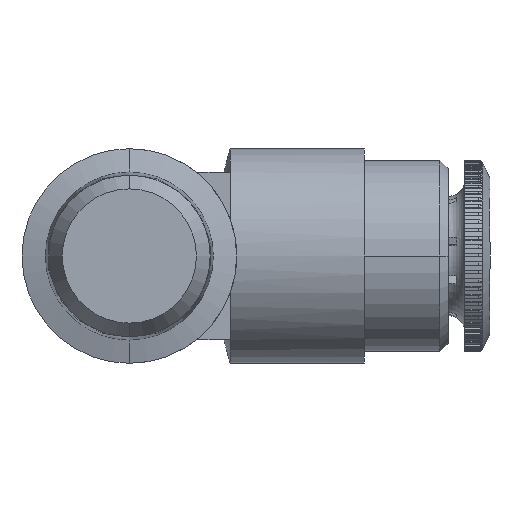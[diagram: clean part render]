
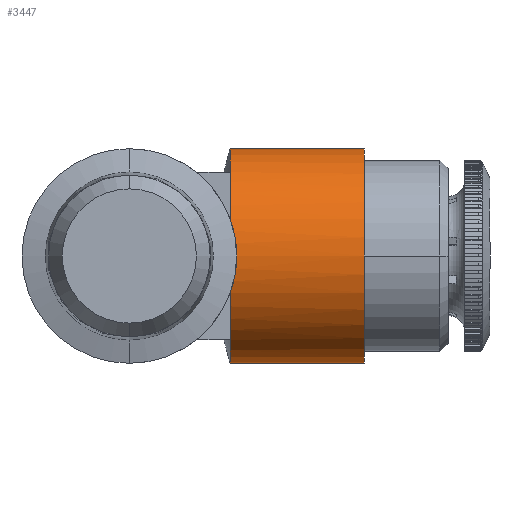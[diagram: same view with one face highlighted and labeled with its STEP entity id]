
A CAD part, front view. The second image highlights one B-rep face of the part: STEP entity #3447.
In plain terms, the highlighted cylindrical face has radius 6.4 mm (diameter 12.8 mm), a partial arc.
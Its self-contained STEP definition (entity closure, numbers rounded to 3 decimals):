
#1855 = EDGE_LOOP ( 'NONE', ( #13296, #13298, #13300, #13302, #13304, #13306, #13308, #13310, #13312, #13314, #13316, #13318, #13320, #13322 ) ) ;
#3273 = FACE_OUTER_BOUND ( 'NONE', #1855, .T. ) ;
#3281 = CYLINDRICAL_SURFACE ( 'NONE', #7557, 6.4 ) ;
#3447 = ADVANCED_FACE ( 'NONE', ( #3273 ), #3281, .T. ) ;
#5032 =( BOUNDED_CURVE ( )  B_SPLINE_CURVE ( 3, ( #12468, #12469, #12473, #12474 ),
 .UNSPECIFIED., .F., .F. ) 
 B_SPLINE_CURVE_WITH_KNOTS ( ( 4, 4 ),
 ( 5.932, 6.634 ),
 .UNSPECIFIED. ) 
 CURVE ( )  GEOMETRIC_REPRESENTATION_ITEM ( )  RATIONAL_B_SPLINE_CURVE ( ( 1., 0.959, 0.959, 1. ) ) 
 REPRESENTATION_ITEM ( '' )  );
#6216 = VERTEX_POINT ( 'NONE', #7987 ) ;
#6224 = VERTEX_POINT ( 'NONE', #7995 ) ;
#6231 = VERTEX_POINT ( 'NONE', #8002 ) ;
#6232 = VERTEX_POINT ( 'NONE', #8003 ) ;
#6233 = VERTEX_POINT ( 'NONE', #8004 ) ;
#6234 = VERTEX_POINT ( 'NONE', #8005 ) ;
#6240 = VERTEX_POINT ( 'NONE', #8011 ) ;
#6241 = VERTEX_POINT ( 'NONE', #8012 ) ;
#6248 = VERTEX_POINT ( 'NONE', #8019 ) ;
#6249 = VERTEX_POINT ( 'NONE', #8020 ) ;
#6253 = VERTEX_POINT ( 'NONE', #8024 ) ;
#6258 = VERTEX_POINT ( 'NONE', #8029 ) ;
#6259 = VERTEX_POINT ( 'NONE', #8030 ) ;
#6262 = VERTEX_POINT ( 'NONE', #8033 ) ;
#6972 = CIRCLE ( 'NONE', #12175, 6.4 ) ;
#6973 = LINE ( 'NONE', #12540, #6975 ) ;
#6975 = VECTOR ( 'NONE', #12535, 1000. ) ;
#6976 = LINE ( 'NONE', #12539, #6978 ) ;
#6978 = VECTOR ( 'NONE', #12538, 1000. ) ;
#7010 = LINE ( 'NONE', #12621, #7028 ) ;
#7022 = CIRCLE ( 'NONE', #12189, 6.4 ) ;
#7023 = LINE ( 'NONE', #12612, #7025 ) ;
#7024 = CIRCLE ( 'NONE', #12190, 6.4 ) ;
#7025 = VECTOR ( 'NONE', #12613, 1000. ) ;
#7026 = CIRCLE ( 'NONE', #12193, 6.4 ) ;
#7027 = CIRCLE ( 'NONE', #12191, 6.4 ) ;
#7028 = VECTOR ( 'NONE', #12617, 1000. ) ;
#7029 = CIRCLE ( 'NONE', #12192, 6.4 ) ;
#7030 = LINE ( 'NONE', #12625, #7032 ) ;
#7031 = LINE ( 'NONE', #12635, #7035 ) ;
#7032 = VECTOR ( 'NONE', #12626, 1000. ) ;
#7034 = CIRCLE ( 'NONE', #12194, 6.4 ) ;
#7035 = VECTOR ( 'NONE', #12633, 1000. ) ;
#7557 = AXIS2_PLACEMENT_3D ( 'NONE', #11635, #11636, #11644 ) ;
#7987 = CARTESIAN_POINT ( 'NONE',  ( -13.491, -6.009, 2.202 ) ) ;
#7995 = CARTESIAN_POINT ( 'NONE',  ( -13.491, -6.009, -2.202 ) ) ;
#8002 = CARTESIAN_POINT ( 'NONE',  ( -13.491, -3.995, -5. ) ) ;
#8003 = CARTESIAN_POINT ( 'NONE',  ( -13.491, 0., -6.4 ) ) ;
#8004 = CARTESIAN_POINT ( 'NONE',  ( -13.491, 0., 6.4 ) ) ;
#8005 = CARTESIAN_POINT ( 'NONE',  ( -5.5, 0., 6.4 ) ) ;
#8011 = CARTESIAN_POINT ( 'NONE',  ( -13.484, -6.004, 2.217 ) ) ;
#8012 = CARTESIAN_POINT ( 'NONE',  ( -5.5, 0., -6.4 ) ) ;
#8019 = CARTESIAN_POINT ( 'NONE',  ( -13.484, -3.995, 5. ) ) ;
#8020 = CARTESIAN_POINT ( 'NONE',  ( -13.491, -3.995, 5. ) ) ;
#8024 = CARTESIAN_POINT ( 'NONE',  ( -13.491, -6.004, -2.217 ) ) ;
#8029 = CARTESIAN_POINT ( 'NONE',  ( -13.491, -6.004, 2.217 ) ) ;
#8030 = CARTESIAN_POINT ( 'NONE',  ( -13.484, -3.995, -5. ) ) ;
#8033 = CARTESIAN_POINT ( 'NONE',  ( -13.484, -6.004, -2.217 ) ) ;
#10083 = EDGE_CURVE ( 'NONE', #6224, #6216, #5032, .T. ) ;
#10100 = EDGE_CURVE ( 'NONE', #6231, #6232, #6972, .T. ) ;
#10101 = EDGE_CURVE ( 'NONE', #6233, #6234, #6973, .T. ) ;
#10103 = EDGE_CURVE ( 'NONE', #6232, #6241, #6976, .T. ) ;
#10132 = EDGE_CURVE ( 'NONE', #6233, #6249, #7022, .T. ) ;
#10133 = EDGE_CURVE ( 'NONE', #6248, #6249, #7023, .T. ) ;
#10134 = EDGE_CURVE ( 'NONE', #6240, #6248, #7024, .T. ) ;
#10135 = EDGE_CURVE ( 'NONE', #6258, #6240, #7010, .T. ) ;
#10136 = EDGE_CURVE ( 'NONE', #6258, #6216, #7027, .T. ) ;
#10137 = EDGE_CURVE ( 'NONE', #6224, #6253, #7029, .T. ) ;
#10138 = EDGE_CURVE ( 'NONE', #6262, #6253, #7030, .T. ) ;
#10139 = EDGE_CURVE ( 'NONE', #6259, #6262, #7026, .T. ) ;
#10140 = EDGE_CURVE ( 'NONE', #6259, #6231, #7031, .T. ) ;
#10141 = EDGE_CURVE ( 'NONE', #6241, #6234, #7034, .T. ) ;
#11635 = CARTESIAN_POINT ( 'NONE',  ( 0., 0., 0. ) ) ;
#11636 = DIRECTION ( 'NONE',  ( 1., 0., 0. ) ) ;
#11644 = DIRECTION ( 'NONE',  ( 0., 0., -1. ) ) ;
#12175 = AXIS2_PLACEMENT_3D ( 'NONE', #12541, #12542, #12543 ) ;
#12189 = AXIS2_PLACEMENT_3D ( 'NONE', #12618, #12619, #12620 ) ;
#12190 = AXIS2_PLACEMENT_3D ( 'NONE', #12622, #12623, #12624 ) ;
#12191 = AXIS2_PLACEMENT_3D ( 'NONE', #12627, #12628, #12629 ) ;
#12192 = AXIS2_PLACEMENT_3D ( 'NONE', #12630, #12631, #12632 ) ;
#12193 = AXIS2_PLACEMENT_3D ( 'NONE', #12636, #12637, #12638 ) ;
#12194 = AXIS2_PLACEMENT_3D ( 'NONE', #12641, #12642, #12643 ) ;
#12468 = CARTESIAN_POINT ( 'NONE',  ( -13.491, -6.009, -2.202 ) ) ;
#12469 = CARTESIAN_POINT ( 'NONE',  ( -12.964, -6.536, -0.765 ) ) ;
#12473 = CARTESIAN_POINT ( 'NONE',  ( -12.964, -6.536, 0.765 ) ) ;
#12474 = CARTESIAN_POINT ( 'NONE',  ( -13.491, -6.009, 2.202 ) ) ;
#12535 = DIRECTION ( 'NONE',  ( 1., 0., 0. ) ) ;
#12538 = DIRECTION ( 'NONE',  ( 1., 0., 0. ) ) ;
#12539 = CARTESIAN_POINT ( 'NONE',  ( 0., 0., -6.4 ) ) ;
#12540 = CARTESIAN_POINT ( 'NONE',  ( 0., 0., 6.4 ) ) ;
#12541 = CARTESIAN_POINT ( 'NONE',  ( -13.491, 0., 0. ) ) ;
#12542 = DIRECTION ( 'NONE',  ( 1., 0., 0. ) ) ;
#12543 = DIRECTION ( 'NONE',  ( 0., 0., -1. ) ) ;
#12612 = CARTESIAN_POINT ( 'NONE',  ( 0., -3.995, 5. ) ) ;
#12613 = DIRECTION ( 'NONE',  ( -1., 0., 0. ) ) ;
#12617 = DIRECTION ( 'NONE',  ( 1., 0., 0. ) ) ;
#12618 = CARTESIAN_POINT ( 'NONE',  ( -13.491, 0., 0. ) ) ;
#12619 = DIRECTION ( 'NONE',  ( 1., 0., 0. ) ) ;
#12620 = DIRECTION ( 'NONE',  ( 0., 0., -1. ) ) ;
#12621 = CARTESIAN_POINT ( 'NONE',  ( 0., -6.004, 2.217 ) ) ;
#12622 = CARTESIAN_POINT ( 'NONE',  ( -13.484, 0., 0. ) ) ;
#12623 = DIRECTION ( 'NONE',  ( -1., 0., 0. ) ) ;
#12624 = DIRECTION ( 'NONE',  ( 0., 0., -1. ) ) ;
#12625 = CARTESIAN_POINT ( 'NONE',  ( 0., -6.004, -2.217 ) ) ;
#12626 = DIRECTION ( 'NONE',  ( -1., 0., 0. ) ) ;
#12627 = CARTESIAN_POINT ( 'NONE',  ( -13.491, 0., 0. ) ) ;
#12628 = DIRECTION ( 'NONE',  ( 1., 0., 0. ) ) ;
#12629 = DIRECTION ( 'NONE',  ( 0., 0., -1. ) ) ;
#12630 = CARTESIAN_POINT ( 'NONE',  ( -13.491, 0., 0. ) ) ;
#12631 = DIRECTION ( 'NONE',  ( 1., 0., 0. ) ) ;
#12632 = DIRECTION ( 'NONE',  ( 0., 0., -1. ) ) ;
#12633 = DIRECTION ( 'NONE',  ( -1., 0., 0. ) ) ;
#12635 = CARTESIAN_POINT ( 'NONE',  ( 0., -3.995, -5. ) ) ;
#12636 = CARTESIAN_POINT ( 'NONE',  ( -13.484, 0., 0. ) ) ;
#12637 = DIRECTION ( 'NONE',  ( -1., 0., 0. ) ) ;
#12638 = DIRECTION ( 'NONE',  ( 0., 0., -1. ) ) ;
#12641 = CARTESIAN_POINT ( 'NONE',  ( -5.5, 0., 0. ) ) ;
#12642 = DIRECTION ( 'NONE',  ( -1., 0., 0. ) ) ;
#12643 = DIRECTION ( 'NONE',  ( 0., 1., 0. ) ) ;
#13296 = ORIENTED_EDGE ( 'NONE', *, *, #10101, .F. ) ;
#13298 = ORIENTED_EDGE ( 'NONE', *, *, #10132, .T. ) ;
#13300 = ORIENTED_EDGE ( 'NONE', *, *, #10133, .F. ) ;
#13302 = ORIENTED_EDGE ( 'NONE', *, *, #10134, .F. ) ;
#13304 = ORIENTED_EDGE ( 'NONE', *, *, #10135, .F. ) ;
#13306 = ORIENTED_EDGE ( 'NONE', *, *, #10136, .T. ) ;
#13308 = ORIENTED_EDGE ( 'NONE', *, *, #10083, .F. ) ;
#13310 = ORIENTED_EDGE ( 'NONE', *, *, #10137, .T. ) ;
#13312 = ORIENTED_EDGE ( 'NONE', *, *, #10138, .F. ) ;
#13314 = ORIENTED_EDGE ( 'NONE', *, *, #10139, .F. ) ;
#13316 = ORIENTED_EDGE ( 'NONE', *, *, #10140, .T. ) ;
#13318 = ORIENTED_EDGE ( 'NONE', *, *, #10100, .T. ) ;
#13320 = ORIENTED_EDGE ( 'NONE', *, *, #10103, .T. ) ;
#13322 = ORIENTED_EDGE ( 'NONE', *, *, #10141, .T. ) ;
